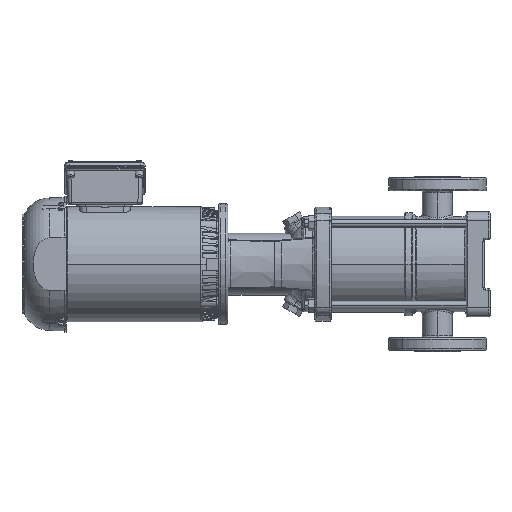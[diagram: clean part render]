
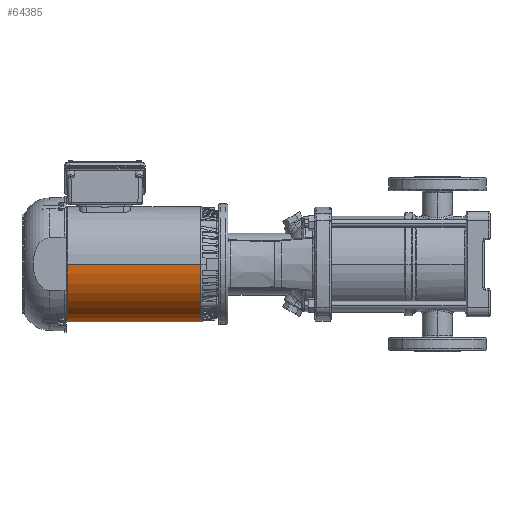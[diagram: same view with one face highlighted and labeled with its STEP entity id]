
A CAD part, left-side view. The second image highlights one B-rep face of the part: STEP entity #64385.
In plain terms, the highlighted cylindrical face has radius 81.875 mm (diameter 163.75 mm), a partial arc.
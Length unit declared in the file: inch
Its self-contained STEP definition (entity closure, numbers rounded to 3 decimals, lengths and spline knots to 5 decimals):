
#2745 = VERTEX_POINT ( 'NONE', #45670 ) ;
#6088 = LINE ( 'NONE', #39362, #36490 ) ;
#9373 = AXIS2_PLACEMENT_3D ( 'NONE', #94225, #19504, #54454 ) ;
#9585 = VERTEX_POINT ( 'NONE', #43260 ) ;
#16799 = AXIS2_PLACEMENT_3D ( 'NONE', #51786, #41009, #91161 ) ;
#18261 = LINE ( 'NONE', #25351, #51575 ) ;
#18447 = FACE_OUTER_BOUND ( 'NONE', #107653, .T. ) ;
#19504 = DIRECTION ( 'NONE',  ( -1., 0., 0. ) ) ;
#19988 = ORIENTED_EDGE ( 'NONE', *, *, #78116, .F. ) ;
#25351 = CARTESIAN_POINT ( 'NONE',  ( 24.31167, -3.77467, 0. ) ) ;
#26501 = VERTEX_POINT ( 'NONE', #87857 ) ;
#36490 = VECTOR ( 'NONE', #105853, 39.37008 ) ;
#39362 = CARTESIAN_POINT ( 'NONE',  ( 24.31167, -0.55125, -3.22343 ) ) ;
#41009 = DIRECTION ( 'NONE',  ( 1., 0., 0. ) ) ;
#43260 = CARTESIAN_POINT ( 'NONE',  ( -4.24411, -0.55125, -3.22343 ) ) ;
#44629 = AXIS2_PLACEMENT_3D ( 'NONE', #98637, #97541, #49589 ) ;
#45670 = CARTESIAN_POINT ( 'NONE',  ( -4.24411, -3.77467, 0. ) ) ;
#49589 = DIRECTION ( 'NONE',  ( 0., 1., 0. ) ) ;
#51575 = VECTOR ( 'NONE', #58709, 39.37008 ) ;
#51783 = CYLINDRICAL_SURFACE ( 'NONE', #9373, 3.22343 ) ;
#51786 = CARTESIAN_POINT ( 'NONE',  ( -4.24411, -0.55125, 0. ) ) ;
#54454 = DIRECTION ( 'NONE',  ( 0., 0., 1. ) ) ;
#58709 = DIRECTION ( 'NONE',  ( 1., 0., 0. ) ) ;
#62087 = CIRCLE ( 'NONE', #16799, 3.22343 ) ;
#64385 = ADVANCED_FACE ( 'NONE', ( #18447 ), #51783, .T. ) ;
#67633 = ORIENTED_EDGE ( 'NONE', *, *, #67863, .T. ) ;
#67863 = EDGE_CURVE ( 'NONE', #70642, #26501, #91646, .T. ) ;
#70642 = VERTEX_POINT ( 'NONE', #75583 ) ;
#71737 = EDGE_CURVE ( 'NONE', #2745, #9585, #62087, .T. ) ;
#73145 = ORIENTED_EDGE ( 'NONE', *, *, #71737, .T. ) ;
#75583 = CARTESIAN_POINT ( 'NONE',  ( 3.23621, -0.55125, -3.22343 ) ) ;
#78116 = EDGE_CURVE ( 'NONE', #70642, #9585, #6088, .T. ) ;
#81770 = EDGE_CURVE ( 'NONE', #2745, #26501, #18261, .T. ) ;
#87857 = CARTESIAN_POINT ( 'NONE',  ( 3.23621, -3.77467, 0. ) ) ;
#91161 = DIRECTION ( 'NONE',  ( 0., 0., -1. ) ) ;
#91646 = CIRCLE ( 'NONE', #44629, 3.22343 ) ;
#94225 = CARTESIAN_POINT ( 'NONE',  ( 24.31167, -0.55125, 0. ) ) ;
#97541 = DIRECTION ( 'NONE',  ( -1., 0., 0. ) ) ;
#98637 = CARTESIAN_POINT ( 'NONE',  ( 3.23621, -0.55125, 0. ) ) ;
#103269 = ORIENTED_EDGE ( 'NONE', *, *, #81770, .F. ) ;
#105853 = DIRECTION ( 'NONE',  ( -1., 0., 0. ) ) ;
#107653 = EDGE_LOOP ( 'NONE', ( #19988, #67633, #103269, #73145 ) ) ;
